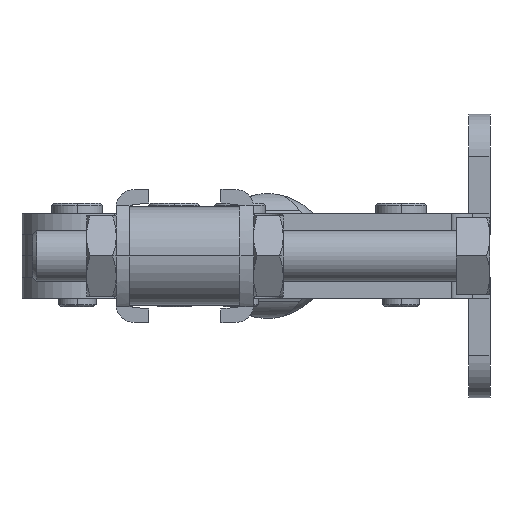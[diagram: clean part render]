
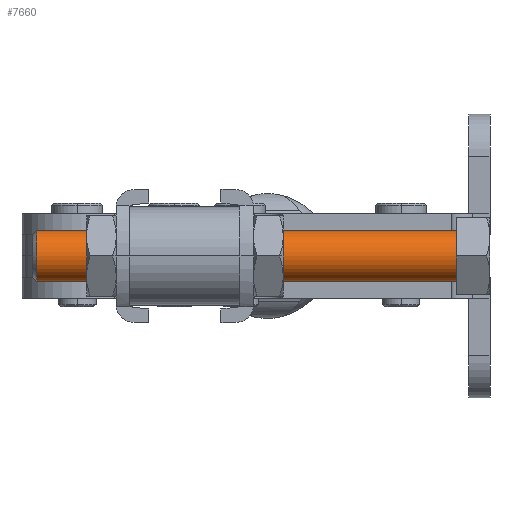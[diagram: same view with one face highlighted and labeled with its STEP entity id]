
A CAD part, left-side view. The second image highlights one B-rep face of the part: STEP entity #7660.
In plain terms, the highlighted cylindrical face has radius 6 mm (diameter 12 mm), a partial arc.
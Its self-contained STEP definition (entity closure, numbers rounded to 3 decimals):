
#430 = DIRECTION ( 'NONE',  ( 0., -1., 0. ) ) ;
#656 = ORIENTED_EDGE ( 'NONE', *, *, #4444, .F. ) ;
#818 = EDGE_CURVE ( 'NONE', #3754, #5018, #12872, .T. ) ;
#1107 = CARTESIAN_POINT ( 'NONE',  ( -73.26, 7.95, -6. ) ) ;
#1332 = DIRECTION ( 'NONE',  ( 0., 0., 1. ) ) ;
#2760 = VERTEX_POINT ( 'NONE', #8404 ) ;
#3064 = ORIENTED_EDGE ( 'NONE', *, *, #5949, .F. ) ;
#3235 = CARTESIAN_POINT ( 'NONE',  ( -73.26, 0., 6. ) ) ;
#3353 = CARTESIAN_POINT ( 'NONE',  ( -73.26, 0., 0. ) ) ;
#3645 = CARTESIAN_POINT ( 'NONE',  ( -73.26, 7.95, 0. ) ) ;
#3742 = AXIS2_PLACEMENT_3D ( 'NONE', #6487, #430, #7460 ) ;
#3754 = VERTEX_POINT ( 'NONE', #11093 ) ;
#4444 = EDGE_CURVE ( 'NONE', #2760, #11032, #12952, .T. ) ;
#4614 = DIRECTION ( 'NONE',  ( 0., 0., -1. ) ) ;
#5018 = VERTEX_POINT ( 'NONE', #1107 ) ;
#5110 = CIRCLE ( 'NONE', #3742, 6. ) ;
#5949 = EDGE_CURVE ( 'NONE', #11032, #5018, #9360, .T. ) ;
#6487 = CARTESIAN_POINT ( 'NONE',  ( -73.26, 106.986, 0. ) ) ;
#6544 = EDGE_CURVE ( 'NONE', #2760, #3754, #5110, .T. ) ;
#6914 = CARTESIAN_POINT ( 'NONE',  ( -73.26, 7.95, 6. ) ) ;
#7460 = DIRECTION ( 'NONE',  ( 0., 0., 1. ) ) ;
#7660 = ADVANCED_FACE ( 'NONE', ( #10030 ), #12348, .T. ) ;
#8404 = CARTESIAN_POINT ( 'NONE',  ( -73.26, 106.986, 6. ) ) ;
#9246 = EDGE_LOOP ( 'NONE', ( #10673, #11530, #3064, #656 ) ) ;
#9360 = CIRCLE ( 'NONE', #11831, 6. ) ;
#9936 = VECTOR ( 'NONE', #10871, 1000. ) ;
#10030 = FACE_OUTER_BOUND ( 'NONE', #9246, .T. ) ;
#10221 = DIRECTION ( 'NONE',  ( 0., -1., 0. ) ) ;
#10517 = AXIS2_PLACEMENT_3D ( 'NONE', #3353, #12278, #1332 ) ;
#10609 = DIRECTION ( 'NONE',  ( 0., -1., 0. ) ) ;
#10673 = ORIENTED_EDGE ( 'NONE', *, *, #6544, .T. ) ;
#10871 = DIRECTION ( 'NONE',  ( 0., -1., 0. ) ) ;
#11032 = VERTEX_POINT ( 'NONE', #6914 ) ;
#11093 = CARTESIAN_POINT ( 'NONE',  ( -73.26, 106.986, -6. ) ) ;
#11530 = ORIENTED_EDGE ( 'NONE', *, *, #818, .T. ) ;
#11831 = AXIS2_PLACEMENT_3D ( 'NONE', #3645, #10609, #4614 ) ;
#11868 = CARTESIAN_POINT ( 'NONE',  ( -73.26, 0., -6. ) ) ;
#12278 = DIRECTION ( 'NONE',  ( 0., -1., 0. ) ) ;
#12348 = CYLINDRICAL_SURFACE ( 'NONE', #10517, 6. ) ;
#12637 = VECTOR ( 'NONE', #10221, 1000. ) ;
#12872 = LINE ( 'NONE', #11868, #9936 ) ;
#12952 = LINE ( 'NONE', #3235, #12637 ) ;
